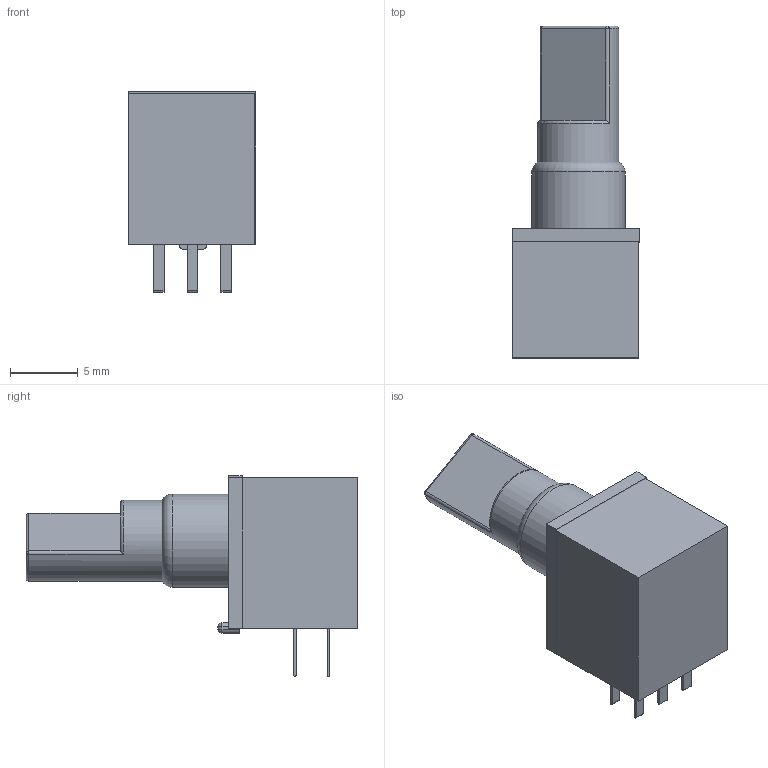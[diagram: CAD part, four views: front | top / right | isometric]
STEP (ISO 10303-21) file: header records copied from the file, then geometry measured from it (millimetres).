
FILE_DESCRIPTION(/* description */ (''),/* implementation_level */ '2;1');
FILE_NAME(/* name */ 'RK0972Bxxx15F v1.step',/* time_stamp */ '2020-04-24T02:50:50+09:00',/* author */ (''),/* organization */ (''),/* preprocessor_version */ 'ST-DEVELOPER v18',/* originating_system */ 'Autodesk Translation Framework v8.12.0.6',/* authorisation */ '');
FILE_SCHEMA (('AUTOMOTIVE_DESIGN { 1 0 10303 214 3 1 1 }'));
Length unit declared in the file: millimetre
Products named in the file (1): RK0972Bxxx15F
Bounding box: 9.46 x 24.58 x 14.85 mm (x, y, z)
Volume: 1656.4 mm3; surface area: 1410.5 mm2
Topology: 11 solids, 11 shells, 94 faces, 199 edges, 127 vertices
Faces by surface type: plane 60, cylinder 25, sphere 6, torus 3
Full cylindrical faces by diameter (mm): 6 x1, 6.908 x1
Entity records: 2574 total; most frequent: CARTESIAN_POINT 453, DIRECTION 443, ORIENTED_EDGE 398, EDGE_CURVE 199, AXIS2_PLACEMENT_3D 153, LINE 137, VECTOR 137, VERTEX_POINT 127
